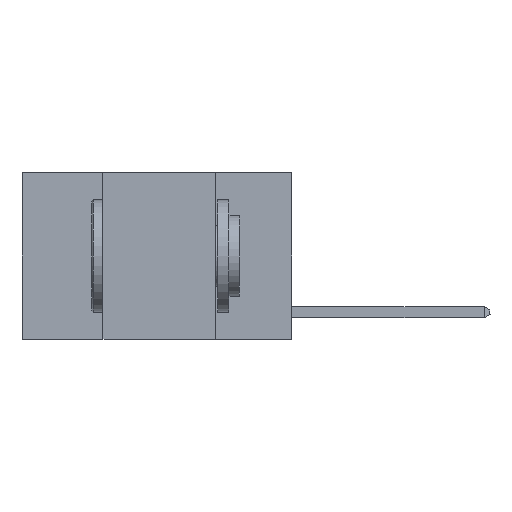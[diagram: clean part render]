
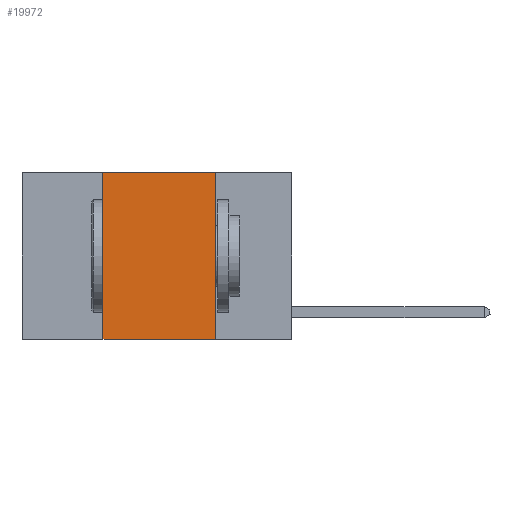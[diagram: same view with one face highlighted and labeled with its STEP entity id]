
A CAD part, left-side view. The second image highlights one B-rep face of the part: STEP entity #19972.
In plain terms, the highlighted planar face has unit normal (-1, 0, 0).
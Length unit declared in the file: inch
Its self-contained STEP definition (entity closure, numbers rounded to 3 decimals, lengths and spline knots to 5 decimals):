
#956 = AXIS2_PLACEMENT_3D ( 'NONE', #10654, #13975, #4122 ) ;
#1577 = EDGE_CURVE ( 'NONE', #19250, #6265, #12008, .T. ) ;
#1815 = FACE_OUTER_BOUND ( 'NONE', #12724, .T. ) ;
#1891 = LINE ( 'NONE', #11008, #18697 ) ;
#3445 = VECTOR ( 'NONE', #19895, 39.37008 ) ;
#3544 = EDGE_CURVE ( 'NONE', #16415, #6265, #16007, .T. ) ;
#3656 = LINE ( 'NONE', #19460, #7476 ) ;
#4122 = DIRECTION ( 'NONE',  ( 0., 0., -1. ) ) ;
#5070 = ORIENTED_EDGE ( 'NONE', *, *, #18396, .F. ) ;
#5093 = CARTESIAN_POINT ( 'NONE',  ( 0., 0.17, 0. ) ) ;
#5645 = CARTESIAN_POINT ( 'NONE',  ( 0., 0.42, 0. ) ) ;
#5696 = PLANE ( 'NONE',  #956 ) ;
#5894 = DIRECTION ( 'NONE',  ( 0., -1., 0. ) ) ;
#6265 = VERTEX_POINT ( 'NONE', #15870 ) ;
#6570 = CARTESIAN_POINT ( 'NONE',  ( 0., 0.6, -0.37 ) ) ;
#7476 = VECTOR ( 'NONE', #14662, 39.37008 ) ;
#9421 = ORIENTED_EDGE ( 'NONE', *, *, #18215, .F. ) ;
#10223 = CARTESIAN_POINT ( 'NONE',  ( 0., 0.17, 0. ) ) ;
#10461 = CARTESIAN_POINT ( 'NONE',  ( 0., 0.42, -0.37 ) ) ;
#10463 = ORIENTED_EDGE ( 'NONE', *, *, #1577, .T. ) ;
#10654 = CARTESIAN_POINT ( 'NONE',  ( 0., 0.6, 0. ) ) ;
#11008 = CARTESIAN_POINT ( 'NONE',  ( 0., 0.42, 0. ) ) ;
#12008 = LINE ( 'NONE', #6570, #20031 ) ;
#12676 = DIRECTION ( 'NONE',  ( 0., 0., 1. ) ) ;
#12724 = EDGE_LOOP ( 'NONE', ( #17106, #5070, #9421, #10463 ) ) ;
#13975 = DIRECTION ( 'NONE',  ( 1., 0., 0. ) ) ;
#14662 = DIRECTION ( 'NONE',  ( 0., -1., 0. ) ) ;
#15870 = CARTESIAN_POINT ( 'NONE',  ( 0., 0.17, -0.37 ) ) ;
#16007 = LINE ( 'NONE', #10223, #3445 ) ;
#16415 = VERTEX_POINT ( 'NONE', #5093 ) ;
#17106 = ORIENTED_EDGE ( 'NONE', *, *, #3544, .F. ) ;
#18215 = EDGE_CURVE ( 'NONE', #19250, #19295, #1891, .T. ) ;
#18396 = EDGE_CURVE ( 'NONE', #19295, #16415, #3656, .T. ) ;
#18697 = VECTOR ( 'NONE', #12676, 39.37008 ) ;
#19250 = VERTEX_POINT ( 'NONE', #10461 ) ;
#19295 = VERTEX_POINT ( 'NONE', #5645 ) ;
#19460 = CARTESIAN_POINT ( 'NONE',  ( 0., 0.6, 0. ) ) ;
#19895 = DIRECTION ( 'NONE',  ( 0., 0., -1. ) ) ;
#19972 = ADVANCED_FACE ( 'NONE', ( #1815 ), #5696, .F. ) ;
#20031 = VECTOR ( 'NONE', #5894, 39.37008 ) ;
